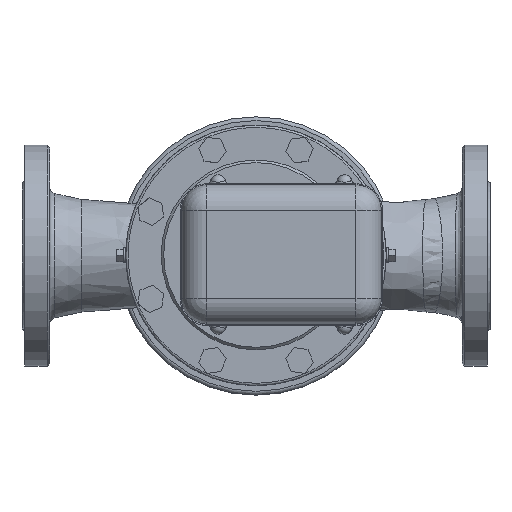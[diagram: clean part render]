
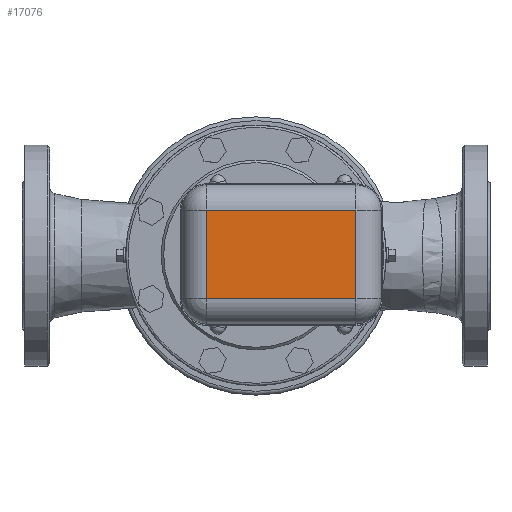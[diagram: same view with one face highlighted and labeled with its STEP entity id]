
A CAD part, top view. The second image highlights one B-rep face of the part: STEP entity #17076.
In plain terms, the highlighted planar face has unit normal (0, 0, 1).
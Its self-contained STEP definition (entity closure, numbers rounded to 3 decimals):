
#545=PLANE('',#18305);
#1194=LINE('',#29347,#2558);
#1196=LINE('',#29355,#2560);
#1198=LINE('',#29363,#2562);
#1200=LINE('',#29372,#2564);
#2558=VECTOR('',#20501,118.);
#2560=VECTOR('',#20509,70.);
#2562=VECTOR('',#20517,118.);
#2564=VECTOR('',#20529,70.);
#4248=FACE_OUTER_BOUND('',#5395,.T.);
#5395=EDGE_LOOP('',(#12524,#12525,#12526,#12527));
#7959=VERTEX_POINT('',#29344);
#7960=VERTEX_POINT('',#29346);
#7963=VERTEX_POINT('',#29354);
#7966=VERTEX_POINT('',#29362);
#9718=EDGE_CURVE('',#7959,#7960,#1194,.T.);
#9722=EDGE_CURVE('',#7960,#7963,#1196,.T.);
#9726=EDGE_CURVE('',#7963,#7966,#1198,.T.);
#9731=EDGE_CURVE('',#7966,#7959,#1200,.T.);
#12524=ORIENTED_EDGE('',*,*,#9718,.F.);
#12525=ORIENTED_EDGE('',*,*,#9731,.F.);
#12526=ORIENTED_EDGE('',*,*,#9726,.F.);
#12527=ORIENTED_EDGE('',*,*,#9722,.F.);
#17076=ADVANCED_FACE('',(#4248),#545,.T.);
#18305=AXIS2_PLACEMENT_3D('',#29400,#20564,#20565);
#20501=DIRECTION('',(1.,0.,0.));
#20509=DIRECTION('',(0.,-1.,0.));
#20517=DIRECTION('',(-1.,0.,0.));
#20529=DIRECTION('',(0.,1.,0.));
#20564=DIRECTION('center_axis',(0.,0.,
1.));
#20565=DIRECTION('ref_axis',(1.,0.,0.));
#29344=CARTESIAN_POINT('',(-39.,35.,635.));
#29346=CARTESIAN_POINT('',(79.,35.,635.));
#29347=CARTESIAN_POINT('',(-9.5,35.,635.));
#29354=CARTESIAN_POINT('',(79.,-35.,635.));
#29355=CARTESIAN_POINT('',(79.,17.5,635.));
#29362=CARTESIAN_POINT('',(-39.,-35.,635.));
#29363=CARTESIAN_POINT('',(49.5,-35.,635.));
#29372=CARTESIAN_POINT('',(-39.,-17.5,635.));
#29400=CARTESIAN_POINT('Origin',(20.,0.,635.));
